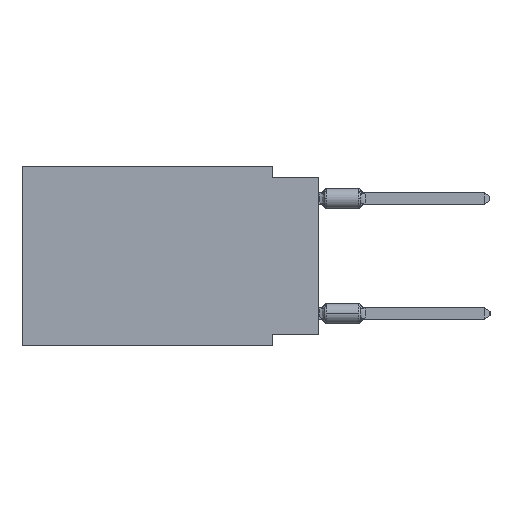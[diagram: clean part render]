
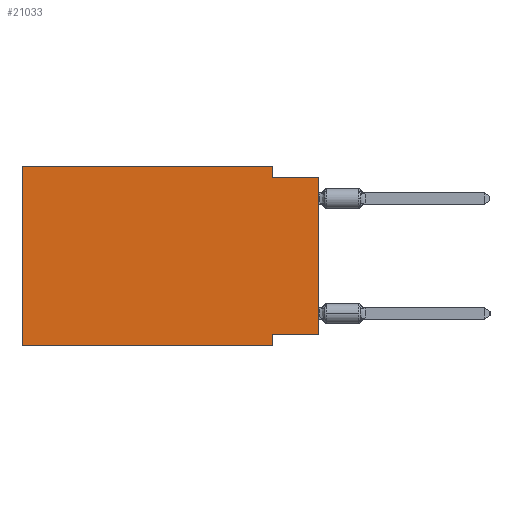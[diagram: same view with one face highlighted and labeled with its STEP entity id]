
A CAD part, left-side view. The second image highlights one B-rep face of the part: STEP entity #21033.
In plain terms, the highlighted planar face has unit normal (-1, 0, 0).
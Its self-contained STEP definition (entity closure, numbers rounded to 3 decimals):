
#247 = DIRECTION ( 'NONE',  ( 0., 0., -1. ) ) ;
#302 = ORIENTED_EDGE ( 'NONE', *, *, #5167, .F. ) ;
#495 = VERTEX_POINT ( 'NONE', #33387 ) ;
#816 = DIRECTION ( 'NONE',  ( 0., 1., 0. ) ) ;
#827 = VECTOR ( 'NONE', #1630, 1000. ) ;
#1630 = DIRECTION ( 'NONE',  ( 0., -1., 0. ) ) ;
#1923 = VECTOR ( 'NONE', #29835, 1000. ) ;
#1972 = AXIS2_PLACEMENT_3D ( 'NONE', #6518, #8359, #11873 ) ;
#2043 = CARTESIAN_POINT ( 'NONE',  ( 0., 2.54, -9.906 ) ) ;
#3617 = CARTESIAN_POINT ( 'NONE',  ( 0., 2.54, 0. ) ) ;
#3826 = VECTOR ( 'NONE', #816, 1000. ) ;
#4415 = DIRECTION ( 'NONE',  ( 0., -1., 0. ) ) ;
#5167 = EDGE_CURVE ( 'NONE', #18333, #495, #31246, .T. ) ;
#5349 = CARTESIAN_POINT ( 'NONE',  ( 0., 2.54, -0.635 ) ) ;
#6518 = CARTESIAN_POINT ( 'NONE',  ( 0., 16.383, 0. ) ) ;
#6663 = EDGE_CURVE ( 'NONE', #18333, #24963, #18887, .T. ) ;
#7076 = VECTOR ( 'NONE', #32127, 1000. ) ;
#7208 = CARTESIAN_POINT ( 'NONE',  ( 0., 16.383, -9.906 ) ) ;
#7912 = ORIENTED_EDGE ( 'NONE', *, *, #6663, .T. ) ;
#8359 = DIRECTION ( 'NONE',  ( 1., 0., 0. ) ) ;
#9553 = ORIENTED_EDGE ( 'NONE', *, *, #22619, .T. ) ;
#10068 = LINE ( 'NONE', #7208, #827 ) ;
#10816 = CARTESIAN_POINT ( 'NONE',  ( 0., 2.54, 0. ) ) ;
#11173 = LINE ( 'NONE', #10816, #29230 ) ;
#11772 = CARTESIAN_POINT ( 'NONE',  ( 0., 16.383, 0. ) ) ;
#11873 = DIRECTION ( 'NONE',  ( 0., 0., -1. ) ) ;
#12324 = LINE ( 'NONE', #34316, #20625 ) ;
#13462 = VERTEX_POINT ( 'NONE', #21841 ) ;
#14103 = ORIENTED_EDGE ( 'NONE', *, *, #31022, .F. ) ;
#14450 = VECTOR ( 'NONE', #26141, 1000. ) ;
#14753 = FACE_OUTER_BOUND ( 'NONE', #20271, .T. ) ;
#14846 = CARTESIAN_POINT ( 'NONE',  ( 0., 0., 0. ) ) ;
#15024 = DIRECTION ( 'NONE',  ( 0., 0., 1. ) ) ;
#16297 = VERTEX_POINT ( 'NONE', #3617 ) ;
#16457 = EDGE_CURVE ( 'NONE', #495, #13462, #21210, .T. ) ;
#16622 = LINE ( 'NONE', #27515, #1923 ) ;
#16825 = EDGE_CURVE ( 'NONE', #32993, #18144, #16622, .T. ) ;
#17612 = PLANE ( 'NONE',  #1972 ) ;
#18144 = VERTEX_POINT ( 'NONE', #11772 ) ;
#18333 = VERTEX_POINT ( 'NONE', #29522 ) ;
#18887 = LINE ( 'NONE', #14846, #34768 ) ;
#19580 = EDGE_CURVE ( 'NONE', #18144, #16297, #25488, .T. ) ;
#20271 = EDGE_LOOP ( 'NONE', ( #7912, #28002, #14103, #21588, #27400, #9553, #22207, #302 ) ) ;
#20625 = VECTOR ( 'NONE', #4415, 1000. ) ;
#21033 = ADVANCED_FACE ( 'NONE', ( #14753 ), #17612, .F. ) ;
#21210 = LINE ( 'NONE', #2043, #7076 ) ;
#21588 = ORIENTED_EDGE ( 'NONE', *, *, #19580, .F. ) ;
#21841 = CARTESIAN_POINT ( 'NONE',  ( 0., 2.54, -9.906 ) ) ;
#22207 = ORIENTED_EDGE ( 'NONE', *, *, #16457, .F. ) ;
#22619 = EDGE_CURVE ( 'NONE', #32993, #13462, #10068, .T. ) ;
#24963 = VERTEX_POINT ( 'NONE', #28852 ) ;
#25488 = LINE ( 'NONE', #30860, #14450 ) ;
#26141 = DIRECTION ( 'NONE',  ( 0., -1., 0. ) ) ;
#27400 = ORIENTED_EDGE ( 'NONE', *, *, #16825, .F. ) ;
#27515 = CARTESIAN_POINT ( 'NONE',  ( 0., 16.383, 0. ) ) ;
#28002 = ORIENTED_EDGE ( 'NONE', *, *, #28521, .F. ) ;
#28521 = EDGE_CURVE ( 'NONE', #34142, #24963, #12324, .T. ) ;
#28852 = CARTESIAN_POINT ( 'NONE',  ( 0., 0., -0.635 ) ) ;
#29230 = VECTOR ( 'NONE', #247, 1000. ) ;
#29522 = CARTESIAN_POINT ( 'NONE',  ( 0., 0., -9.271 ) ) ;
#29835 = DIRECTION ( 'NONE',  ( 0., 0., 1. ) ) ;
#30066 = CARTESIAN_POINT ( 'NONE',  ( 0., 16.383, -9.906 ) ) ;
#30860 = CARTESIAN_POINT ( 'NONE',  ( 0., 16.383, 0. ) ) ;
#30889 = CARTESIAN_POINT ( 'NONE',  ( 0., 0., -9.271 ) ) ;
#31022 = EDGE_CURVE ( 'NONE', #16297, #34142, #11173, .T. ) ;
#31246 = LINE ( 'NONE', #30889, #3826 ) ;
#32127 = DIRECTION ( 'NONE',  ( 0., 0., -1. ) ) ;
#32993 = VERTEX_POINT ( 'NONE', #30066 ) ;
#33387 = CARTESIAN_POINT ( 'NONE',  ( 0., 2.54, -9.271 ) ) ;
#34142 = VERTEX_POINT ( 'NONE', #5349 ) ;
#34316 = CARTESIAN_POINT ( 'NONE',  ( 0., 0., -0.635 ) ) ;
#34768 = VECTOR ( 'NONE', #15024, 1000. ) ;
